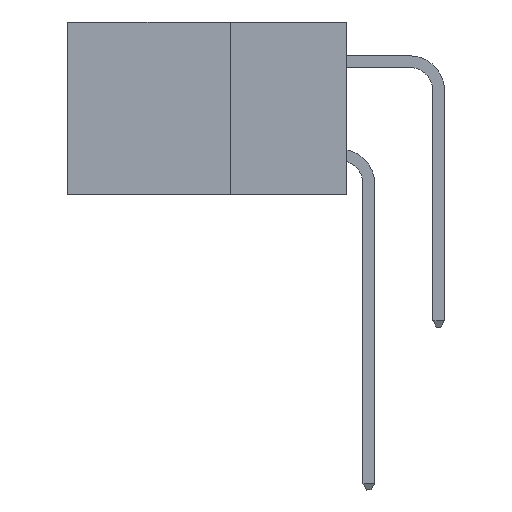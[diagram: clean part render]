
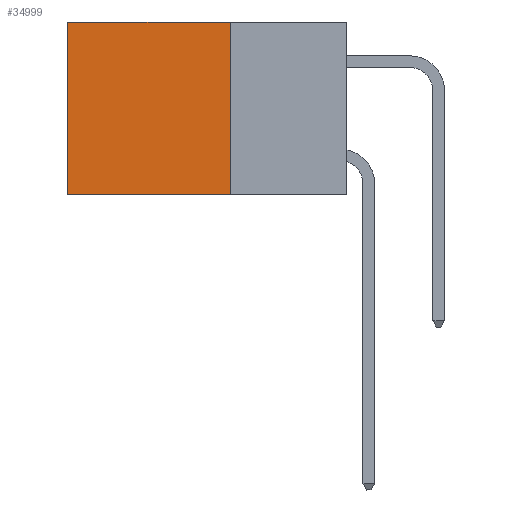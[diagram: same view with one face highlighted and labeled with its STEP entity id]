
A CAD part, left-side view. The second image highlights one B-rep face of the part: STEP entity #34999.
In plain terms, the highlighted planar face has unit normal (-1, 0, 0).
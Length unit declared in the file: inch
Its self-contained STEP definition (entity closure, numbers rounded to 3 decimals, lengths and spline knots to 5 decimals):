
#1298 = DIRECTION ( 'NONE',  ( 0., 1., 0. ) ) ;
#4000 = ORIENTED_EDGE ( 'NONE', *, *, #34938, .F. ) ;
#4349 = CARTESIAN_POINT ( 'NONE',  ( 0.2875, 0.25, 0. ) ) ;
#5419 = VERTEX_POINT ( 'NONE', #11822 ) ;
#6430 = LINE ( 'NONE', #4349, #11931 ) ;
#6660 = CARTESIAN_POINT ( 'NONE',  ( 0.2875, 0.6, 0. ) ) ;
#7446 = EDGE_CURVE ( 'NONE', #22515, #16100, #10073, .T. ) ;
#8038 = CARTESIAN_POINT ( 'NONE',  ( 0.2875, 0.25, -0.37 ) ) ;
#8899 = CARTESIAN_POINT ( 'NONE',  ( 0.2875, 0.25, 0. ) ) ;
#10073 = LINE ( 'NONE', #6660, #35673 ) ;
#11073 = LINE ( 'NONE', #8038, #18400 ) ;
#11822 = CARTESIAN_POINT ( 'NONE',  ( 0.2875, 0.25, 0. ) ) ;
#11931 = VECTOR ( 'NONE', #24386, 39.37008 ) ;
#12214 = ORIENTED_EDGE ( 'NONE', *, *, #7446, .T. ) ;
#14773 = DIRECTION ( 'NONE',  ( 0., 0., -1. ) ) ;
#15111 = VERTEX_POINT ( 'NONE', #25384 ) ;
#15384 = EDGE_CURVE ( 'NONE', #5419, #22515, #26122, .T. ) ;
#15419 = EDGE_LOOP ( 'NONE', ( #12214, #4000, #15459, #26748 ) ) ;
#15459 = ORIENTED_EDGE ( 'NONE', *, *, #35325, .F. ) ;
#16100 = VERTEX_POINT ( 'NONE', #28989 ) ;
#18400 = VECTOR ( 'NONE', #22753, 39.37008 ) ;
#22515 = VERTEX_POINT ( 'NONE', #32097 ) ;
#22753 = DIRECTION ( 'NONE',  ( 0., 1., 0. ) ) ;
#24386 = DIRECTION ( 'NONE',  ( 0., 0., -1. ) ) ;
#24995 = AXIS2_PLACEMENT_3D ( 'NONE', #8899, #32271, #14773 ) ;
#25384 = CARTESIAN_POINT ( 'NONE',  ( 0.2875, 0.25, -0.37 ) ) ;
#26122 = LINE ( 'NONE', #29748, #27977 ) ;
#26449 = PLANE ( 'NONE',  #24995 ) ;
#26748 = ORIENTED_EDGE ( 'NONE', *, *, #15384, .T. ) ;
#27977 = VECTOR ( 'NONE', #1298, 39.37008 ) ;
#28939 = FACE_OUTER_BOUND ( 'NONE', #15419, .T. ) ;
#28989 = CARTESIAN_POINT ( 'NONE',  ( 0.2875, 0.6, -0.37 ) ) ;
#29748 = CARTESIAN_POINT ( 'NONE',  ( 0.2875, 0.25, 0. ) ) ;
#32097 = CARTESIAN_POINT ( 'NONE',  ( 0.2875, 0.6, 0. ) ) ;
#32271 = DIRECTION ( 'NONE',  ( 1., 0., 0. ) ) ;
#34938 = EDGE_CURVE ( 'NONE', #15111, #16100, #11073, .T. ) ;
#34999 = ADVANCED_FACE ( 'NONE', ( #28939 ), #26449, .F. ) ;
#35325 = EDGE_CURVE ( 'NONE', #5419, #15111, #6430, .T. ) ;
#35673 = VECTOR ( 'NONE', #35796, 39.37008 ) ;
#35796 = DIRECTION ( 'NONE',  ( 0., 0., -1. ) ) ;
